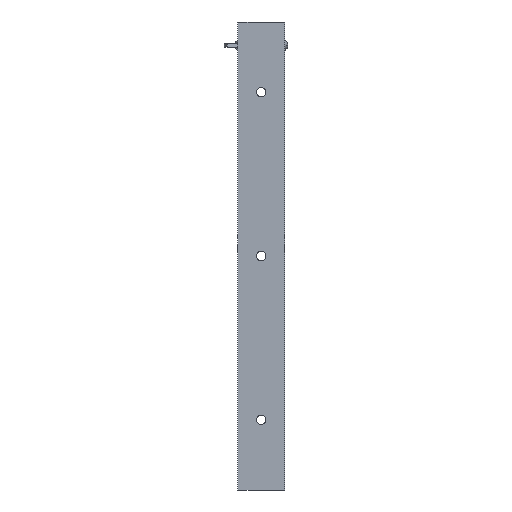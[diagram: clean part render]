
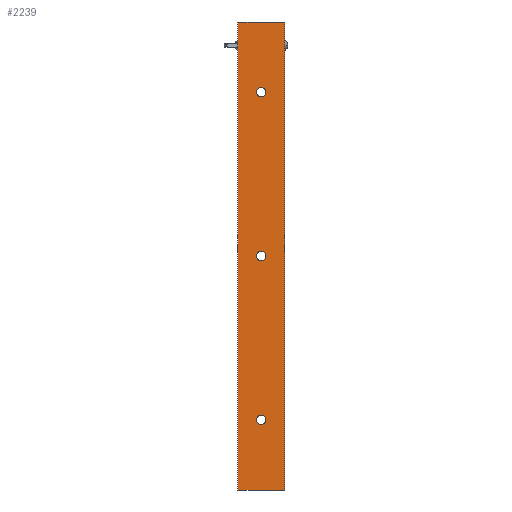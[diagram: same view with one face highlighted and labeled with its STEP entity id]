
A CAD part, front view. The second image highlights one B-rep face of the part: STEP entity #2239.
In plain terms, the highlighted planar face has unit normal (0, -1, 0).
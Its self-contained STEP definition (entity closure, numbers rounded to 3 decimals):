
#14 = EDGE_CURVE ( 'NONE', #3816, #2725, #1287, .T. ) ;
#163 = VERTEX_POINT ( 'NONE', #3719 ) ;
#183 = DIRECTION ( 'NONE',  ( 0., 0., 1. ) ) ;
#189 = CIRCLE ( 'NONE', #2665, 3. ) ;
#195 = CARTESIAN_POINT ( 'NONE',  ( 0., 0., 3. ) ) ;
#256 = VERTEX_POINT ( 'NONE', #2205 ) ;
#297 = CIRCLE ( 'NONE', #4090, 3. ) ;
#410 = ORIENTED_EDGE ( 'NONE', *, *, #4132, .T. ) ;
#414 = CARTESIAN_POINT ( 'NONE',  ( 0., 0., 0. ) ) ;
#485 = DIRECTION ( 'NONE',  ( 0., 0., 1. ) ) ;
#511 = VERTEX_POINT ( 'NONE', #3341 ) ;
#578 = DIRECTION ( 'NONE',  ( 0., 1., 0. ) ) ;
#688 = VECTOR ( 'NONE', #3080, 1000. ) ;
#690 = FACE_OUTER_BOUND ( 'NONE', #3207, .T. ) ;
#695 = ORIENTED_EDGE ( 'NONE', *, *, #1401, .T. ) ;
#757 = LINE ( 'NONE', #2228, #2275 ) ;
#768 = AXIS2_PLACEMENT_3D ( 'NONE', #414, #1707, #2982 ) ;
#783 = VECTOR ( 'NONE', #2116, 1000. ) ;
#829 = DIRECTION ( 'NONE',  ( 0., 1., 0. ) ) ;
#879 = DIRECTION ( 'NONE',  ( -1., 0., 0. ) ) ;
#970 = PLANE ( 'NONE',  #1888 ) ;
#979 = ORIENTED_EDGE ( 'NONE', *, *, #3783, .T. ) ;
#1023 = CARTESIAN_POINT ( 'NONE',  ( 15., 0., -150. ) ) ;
#1073 = DIRECTION ( 'NONE',  ( 0., 1., 0. ) ) ;
#1086 = FACE_BOUND ( 'NONE', #2577, .T. ) ;
#1127 = EDGE_CURVE ( 'NONE', #1554, #2151, #1440, .T. ) ;
#1287 = LINE ( 'NONE', #1536, #1444 ) ;
#1348 = DIRECTION ( 'NONE',  ( 0., 0., 1. ) ) ;
#1363 = AXIS2_PLACEMENT_3D ( 'NONE', #1836, #578, #2193 ) ;
#1401 = EDGE_CURVE ( 'NONE', #3413, #1711, #2949, .T. ) ;
#1440 = LINE ( 'NONE', #1469, #688 ) ;
#1444 = VECTOR ( 'NONE', #879, 1000. ) ;
#1469 = CARTESIAN_POINT ( 'NONE',  ( 15., 0., 150. ) ) ;
#1536 = CARTESIAN_POINT ( 'NONE',  ( 15., 0., -150. ) ) ;
#1554 = VERTEX_POINT ( 'NONE', #3661 ) ;
#1582 = CIRCLE ( 'NONE', #4056, 3. ) ;
#1611 = CARTESIAN_POINT ( 'NONE',  ( 0., 0., -3. ) ) ;
#1686 = CIRCLE ( 'NONE', #2696, 3. ) ;
#1707 = DIRECTION ( 'NONE',  ( 0., 1., 0. ) ) ;
#1711 = VERTEX_POINT ( 'NONE', #195 ) ;
#1836 = CARTESIAN_POINT ( 'NONE',  ( 0., 0., 0. ) ) ;
#1888 = AXIS2_PLACEMENT_3D ( 'NONE', #1023, #2933, #3859 ) ;
#2056 = FACE_BOUND ( 'NONE', #3969, .T. ) ;
#2086 = EDGE_CURVE ( 'NONE', #2725, #2151, #2603, .T. ) ;
#2108 = DIRECTION ( 'NONE',  ( 0., 1., 0. ) ) ;
#2116 = DIRECTION ( 'NONE',  ( 0., 0., 1. ) ) ;
#2151 = VERTEX_POINT ( 'NONE', #3439 ) ;
#2193 = DIRECTION ( 'NONE',  ( 0., 0., 1. ) ) ;
#2205 = CARTESIAN_POINT ( 'NONE',  ( 0., 0., 108. ) ) ;
#2228 = CARTESIAN_POINT ( 'NONE',  ( 15., 0., -150. ) ) ;
#2239 = ADVANCED_FACE ( 'NONE', ( #2056, #3043, #1086, #690 ), #970, .T. ) ;
#2270 = DIRECTION ( 'NONE',  ( 0., 0., 1. ) ) ;
#2275 = VECTOR ( 'NONE', #2270, 1000. ) ;
#2336 = EDGE_CURVE ( 'NONE', #256, #163, #297, .T. ) ;
#2338 = ORIENTED_EDGE ( 'NONE', *, *, #14, .F. ) ;
#2423 = CARTESIAN_POINT ( 'NONE',  ( 0., 0., -105. ) ) ;
#2442 = CARTESIAN_POINT ( 'NONE',  ( 0., 0., -105. ) ) ;
#2448 = CARTESIAN_POINT ( 'NONE',  ( -15., 0., -150. ) ) ;
#2484 = EDGE_CURVE ( 'NONE', #3871, #511, #189, .T. ) ;
#2577 = EDGE_LOOP ( 'NONE', ( #3620, #3440 ) ) ;
#2603 = LINE ( 'NONE', #2448, #783 ) ;
#2665 = AXIS2_PLACEMENT_3D ( 'NONE', #2423, #3030, #485 ) ;
#2695 = CARTESIAN_POINT ( 'NONE',  ( 0., 0., -102. ) ) ;
#2696 = AXIS2_PLACEMENT_3D ( 'NONE', #3689, #2108, #183 ) ;
#2723 = EDGE_CURVE ( 'NONE', #511, #3871, #1582, .T. ) ;
#2725 = VERTEX_POINT ( 'NONE', #3360 ) ;
#2742 = EDGE_CURVE ( 'NONE', #163, #256, #1686, .T. ) ;
#2760 = CIRCLE ( 'NONE', #1363, 3. ) ;
#2933 = DIRECTION ( 'NONE',  ( 0., -1., 0. ) ) ;
#2949 = CIRCLE ( 'NONE', #768, 3. ) ;
#2982 = DIRECTION ( 'NONE',  ( 0., 0., 1. ) ) ;
#3030 = DIRECTION ( 'NONE',  ( 0., 1., 0. ) ) ;
#3043 = FACE_BOUND ( 'NONE', #3311, .T. ) ;
#3075 = DIRECTION ( 'NONE',  ( 0., 0., 1. ) ) ;
#3080 = DIRECTION ( 'NONE',  ( -1., 0., 0. ) ) ;
#3207 = EDGE_LOOP ( 'NONE', ( #4012, #2338, #979, #4112 ) ) ;
#3311 = EDGE_LOOP ( 'NONE', ( #410, #695 ) ) ;
#3341 = CARTESIAN_POINT ( 'NONE',  ( 0., 0., -108. ) ) ;
#3360 = CARTESIAN_POINT ( 'NONE',  ( -15., 0., -150. ) ) ;
#3413 = VERTEX_POINT ( 'NONE', #1611 ) ;
#3439 = CARTESIAN_POINT ( 'NONE',  ( -15., 0., 150. ) ) ;
#3440 = ORIENTED_EDGE ( 'NONE', *, *, #2723, .T. ) ;
#3605 = CARTESIAN_POINT ( 'NONE',  ( 0., 0., 105. ) ) ;
#3620 = ORIENTED_EDGE ( 'NONE', *, *, #2484, .T. ) ;
#3661 = CARTESIAN_POINT ( 'NONE',  ( 15., 0., 150. ) ) ;
#3689 = CARTESIAN_POINT ( 'NONE',  ( 0., 0., 105. ) ) ;
#3719 = CARTESIAN_POINT ( 'NONE',  ( 0., 0., 102. ) ) ;
#3783 = EDGE_CURVE ( 'NONE', #3816, #1554, #757, .T. ) ;
#3790 = ORIENTED_EDGE ( 'NONE', *, *, #2336, .T. ) ;
#3816 = VERTEX_POINT ( 'NONE', #3953 ) ;
#3859 = DIRECTION ( 'NONE',  ( 0., 0., -1. ) ) ;
#3871 = VERTEX_POINT ( 'NONE', #2695 ) ;
#3953 = CARTESIAN_POINT ( 'NONE',  ( 15., 0., -150. ) ) ;
#3969 = EDGE_LOOP ( 'NONE', ( #3790, #4168 ) ) ;
#4012 = ORIENTED_EDGE ( 'NONE', *, *, #2086, .F. ) ;
#4056 = AXIS2_PLACEMENT_3D ( 'NONE', #2442, #829, #3075 ) ;
#4090 = AXIS2_PLACEMENT_3D ( 'NONE', #3605, #1073, #1348 ) ;
#4112 = ORIENTED_EDGE ( 'NONE', *, *, #1127, .T. ) ;
#4132 = EDGE_CURVE ( 'NONE', #1711, #3413, #2760, .T. ) ;
#4168 = ORIENTED_EDGE ( 'NONE', *, *, #2742, .T. ) ;
